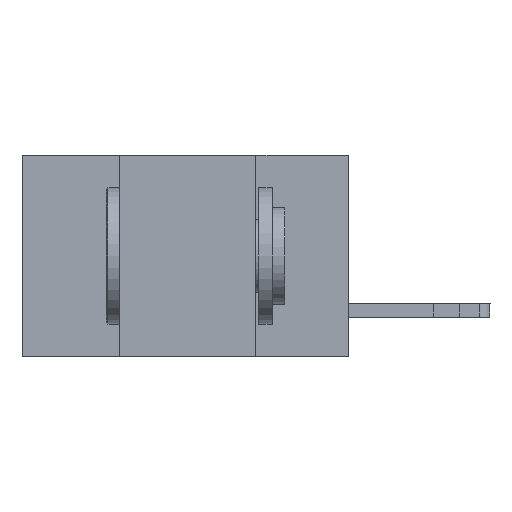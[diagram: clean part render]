
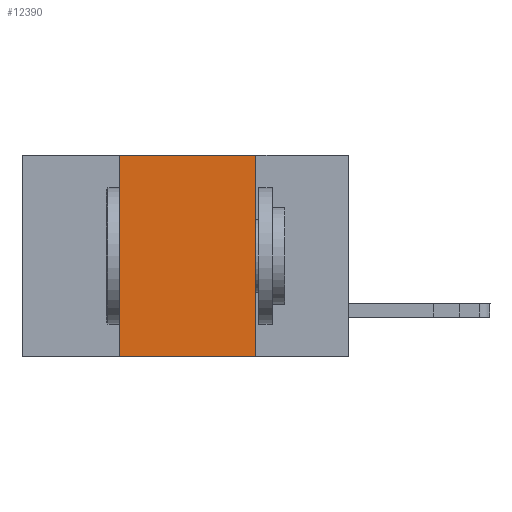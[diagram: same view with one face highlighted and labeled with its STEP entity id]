
A CAD part, left-side view. The second image highlights one B-rep face of the part: STEP entity #12390.
In plain terms, the highlighted planar face has unit normal (-1, 0, 0).
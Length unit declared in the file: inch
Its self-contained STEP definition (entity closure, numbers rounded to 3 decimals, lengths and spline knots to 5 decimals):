
#132 = DIRECTION ( 'NONE',  ( 1., 0., 0. ) ) ;
#349 = EDGE_LOOP ( 'NONE', ( #15612, #2093, #22801, #21019 ) ) ;
#739 = EDGE_CURVE ( 'NONE', #18643, #8914, #4179, .T. ) ;
#815 = DIRECTION ( 'NONE',  ( 0., -1., 0. ) ) ;
#1528 = LINE ( 'NONE', #21544, #19175 ) ;
#1950 = CARTESIAN_POINT ( 'NONE',  ( 0., 0.42, 0. ) ) ;
#2093 = ORIENTED_EDGE ( 'NONE', *, *, #14535, .F. ) ;
#2964 = LINE ( 'NONE', #20915, #19087 ) ;
#3154 = EDGE_CURVE ( 'NONE', #18643, #12163, #9748, .T. ) ;
#4179 = LINE ( 'NONE', #23942, #8401 ) ;
#5040 = CARTESIAN_POINT ( 'NONE',  ( 0., 0.17, -0.37 ) ) ;
#6154 = DIRECTION ( 'NONE',  ( 0., 0., -1. ) ) ;
#8064 = PLANE ( 'NONE',  #17748 ) ;
#8401 = VECTOR ( 'NONE', #12332, 39.37008 ) ;
#8914 = VERTEX_POINT ( 'NONE', #1950 ) ;
#9748 = LINE ( 'NONE', #15789, #18929 ) ;
#9809 = DIRECTION ( 'NONE',  ( 0., 0., -1. ) ) ;
#10173 = CARTESIAN_POINT ( 'NONE',  ( 0., 0.17, 0. ) ) ;
#10384 = DIRECTION ( 'NONE',  ( 0., -1., 0. ) ) ;
#11831 = CARTESIAN_POINT ( 'NONE',  ( 0., 0.42, -0.37 ) ) ;
#12163 = VERTEX_POINT ( 'NONE', #5040 ) ;
#12332 = DIRECTION ( 'NONE',  ( 0., 0., 1. ) ) ;
#12390 = ADVANCED_FACE ( 'NONE', ( #17975 ), #8064, .F. ) ;
#14535 = EDGE_CURVE ( 'NONE', #8914, #22216, #2964, .T. ) ;
#15612 = ORIENTED_EDGE ( 'NONE', *, *, #20780, .F. ) ;
#15789 = CARTESIAN_POINT ( 'NONE',  ( 0., 0.6, -0.37 ) ) ;
#17748 = AXIS2_PLACEMENT_3D ( 'NONE', #17770, #132, #6154 ) ;
#17770 = CARTESIAN_POINT ( 'NONE',  ( 0., 0.6, 0. ) ) ;
#17975 = FACE_OUTER_BOUND ( 'NONE', #349, .T. ) ;
#18643 = VERTEX_POINT ( 'NONE', #11831 ) ;
#18929 = VECTOR ( 'NONE', #815, 39.37008 ) ;
#19087 = VECTOR ( 'NONE', #10384, 39.37008 ) ;
#19175 = VECTOR ( 'NONE', #9809, 39.37008 ) ;
#20780 = EDGE_CURVE ( 'NONE', #22216, #12163, #1528, .T. ) ;
#20915 = CARTESIAN_POINT ( 'NONE',  ( 0., 0.6, 0. ) ) ;
#21019 = ORIENTED_EDGE ( 'NONE', *, *, #3154, .T. ) ;
#21544 = CARTESIAN_POINT ( 'NONE',  ( 0., 0.17, 0. ) ) ;
#22216 = VERTEX_POINT ( 'NONE', #10173 ) ;
#22801 = ORIENTED_EDGE ( 'NONE', *, *, #739, .F. ) ;
#23942 = CARTESIAN_POINT ( 'NONE',  ( 0., 0.42, 0. ) ) ;
